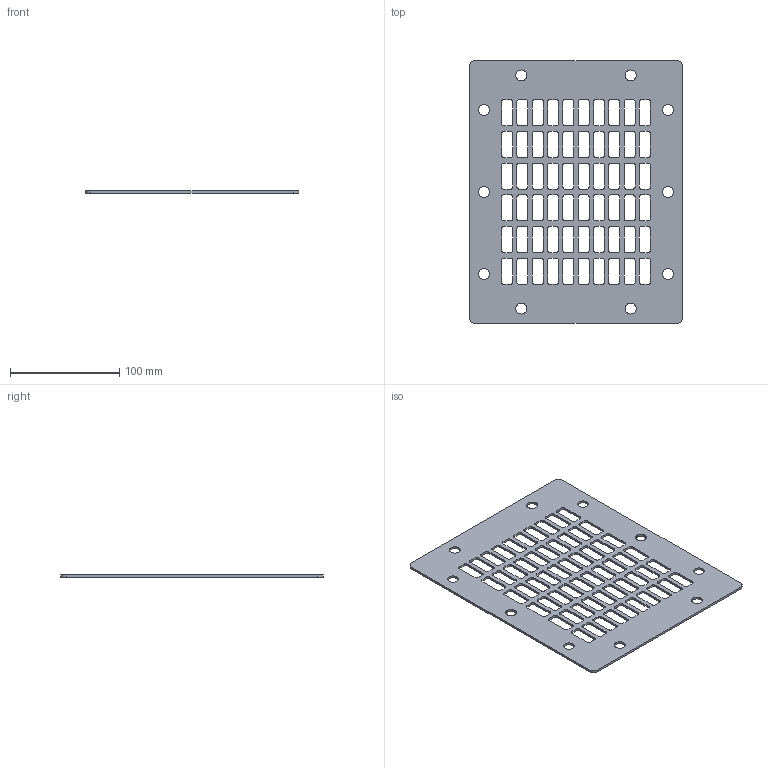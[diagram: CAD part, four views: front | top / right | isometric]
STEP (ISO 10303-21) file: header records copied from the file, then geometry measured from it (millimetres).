
FILE_DESCRIPTION (( 'STEP AP203' ), '1' );
FILE_NAME ('5RE7500_Outlet Guard AL 220.STEP', '2022-03-02T13:48:13', ( '' ), ( '' ), 'SwSTEP 2.0', 'SolidWorks 2018', '' );
FILE_SCHEMA (( 'CONFIG_CONTROL_DESIGN' ));
Length unit declared in the file: millimetre
Products named in the file (1): 5RE7500_Outlet Guard AL 220
Bounding box: 195 x 240 x 2 mm (x, y, z)
Volume: 63598.3 mm3; surface area: 73697.4 mm2
Topology: 1 solids, 1 shells, 510 faces, 1524 edges, 1016 vertices
Faces by surface type: cylinder 264, plane 246
Entity records: 17673 total; most frequent: DIRECTION 3074, CARTESIAN_POINT 3051, ORIENTED_EDGE 3048, EDGE_CURVE 1524, AXIS2_PLACEMENT_3D 1039, VERTEX_POINT 1016, LINE 996, VECTOR 996
